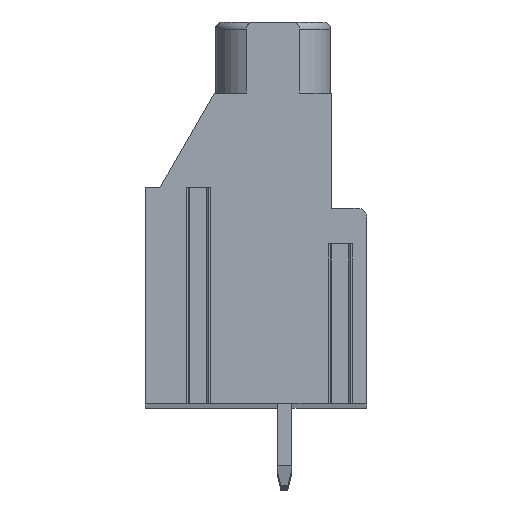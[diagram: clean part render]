
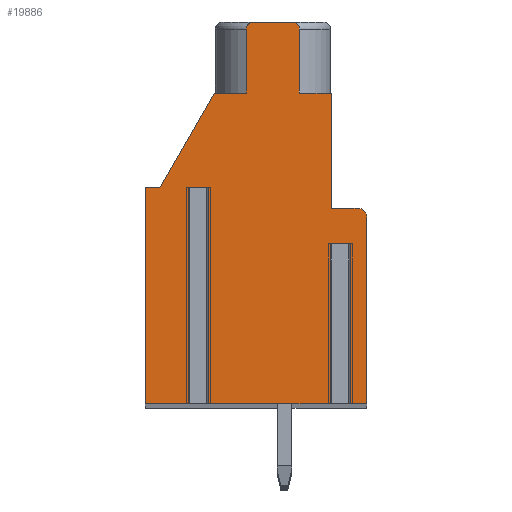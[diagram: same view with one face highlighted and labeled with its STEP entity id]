
A CAD part, top view. The second image highlights one B-rep face of the part: STEP entity #19886.
In plain terms, the highlighted planar face has unit normal (0, 0, 1).
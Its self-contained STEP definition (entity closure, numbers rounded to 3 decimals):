
#65=DIRECTION('',(-1.,0.,0.));
#66=VECTOR('',#65,1.146);
#67=CARTESIAN_POINT('',(-2.127,1.2,149.225));
#68=LINE('',#67,#66);
#69=DIRECTION('',(0.,-1.,0.));
#70=VECTOR('',#69,12.2);
#71=CARTESIAN_POINT('',(-3.273,1.2,149.225));
#72=LINE('',#71,#70);
#73=DIRECTION('',(1.,0.,0.));
#74=VECTOR('',#73,2.427);
#75=CARTESIAN_POINT('',(-5.7,-11.,149.225));
#76=LINE('',#75,#74);
#77=DIRECTION('',(0.,-1.,0.));
#78=VECTOR('',#77,12.2);
#79=CARTESIAN_POINT('',(-5.7,1.2,149.225));
#80=LINE('',#79,#78);
#81=DIRECTION('',(-1.,0.,0.));
#82=VECTOR('',#81,0.84);
#83=CARTESIAN_POINT('',(-4.86,1.2,149.225));
#84=LINE('',#83,#82);
#85=DIRECTION('',(-0.5,-0.866,0.));
#86=VECTOR('',#85,6.12);
#87=CARTESIAN_POINT('',(-1.8,6.5,149.225));
#88=LINE('',#87,#86);
#89=DIRECTION('',(-1.,0.,0.));
#90=VECTOR('',#89,1.8);
#91=CARTESIAN_POINT('',(0.,6.5,149.225));
#92=LINE('',#91,#90);
#93=DIRECTION('',(0.,-1.,0.));
#94=VECTOR('',#93,3.6);
#95=CARTESIAN_POINT('',(0.,10.1,149.225));
#96=LINE('',#95,#94);
#97=CARTESIAN_POINT('',(0.4,10.1,149.225));
#98=DIRECTION('',(0.,0.,1.));
#99=DIRECTION('',(0.,1.,0.));
#100=AXIS2_PLACEMENT_3D('',#97,#98,#99);
#102=DIRECTION('',(-1.,0.,0.));
#103=VECTOR('',#102,2.2);
#104=CARTESIAN_POINT('',(2.6,10.5,149.225));
#105=LINE('',#104,#103);
#106=CARTESIAN_POINT('',(2.6,10.1,149.225));
#107=DIRECTION('',(0.,0.,1.));
#108=DIRECTION('',(1.,0.,0.));
#109=AXIS2_PLACEMENT_3D('',#106,#107,#108);
#111=DIRECTION('',(0.,1.,0.));
#112=VECTOR('',#111,3.6);
#113=CARTESIAN_POINT('',(3.,6.5,149.225));
#114=LINE('',#113,#112);
#115=DIRECTION('',(-1.,0.,0.));
#116=VECTOR('',#115,1.8);
#117=CARTESIAN_POINT('',(4.8,6.5,149.225));
#118=LINE('',#117,#116);
#119=DIRECTION('',(0.,1.,0.));
#120=VECTOR('',#119,6.5);
#121=CARTESIAN_POINT('',(4.8,0.,149.225));
#122=LINE('',#121,#120);
#123=DIRECTION('',(-1.,0.,0.));
#124=VECTOR('',#123,1.5);
#125=CARTESIAN_POINT('',(6.3,0.,149.225));
#126=LINE('',#125,#124);
#127=CARTESIAN_POINT('',(6.3,-0.5,149.225));
#128=DIRECTION('',(0.,0.,1.));
#129=DIRECTION('',(1.,0.,0.));
#130=AXIS2_PLACEMENT_3D('',#127,#128,#129);
#132=DIRECTION('',(0.,1.,0.));
#133=VECTOR('',#132,10.5);
#134=CARTESIAN_POINT('',(6.8,-11.,149.225));
#135=LINE('',#134,#133);
#136=DIRECTION('',(1.,0.,0.));
#137=VECTOR('',#136,0.925);
#138=CARTESIAN_POINT('',(5.875,-11.,149.225));
#139=LINE('',#138,#137);
#140=DIRECTION('',(0.,-1.,0.));
#141=VECTOR('',#140,9.);
#142=CARTESIAN_POINT('',(5.875,-2.,149.225));
#143=LINE('',#142,#141);
#144=DIRECTION('',(-1.,0.,0.));
#145=VECTOR('',#144,1.146);
#146=CARTESIAN_POINT('',(5.875,-2.,149.225));
#147=LINE('',#146,#145);
#148=DIRECTION('',(0.,-1.,0.));
#149=VECTOR('',#148,9.);
#150=CARTESIAN_POINT('',(4.728,-2.,149.225));
#151=LINE('',#150,#149);
#152=DIRECTION('',(1.,0.,0.));
#153=VECTOR('',#152,6.855);
#154=CARTESIAN_POINT('',(-2.127,-11.,149.225));
#155=LINE('',#154,#153);
#156=DIRECTION('',(0.,-1.,0.));
#157=VECTOR('',#156,12.2);
#158=CARTESIAN_POINT('',(-2.127,1.2,149.225));
#159=LINE('',#158,#157);
#15491=CARTESIAN_POINT('',(6.8,-11.,149.225));
#15492=CARTESIAN_POINT('',(6.8,-0.5,149.225));
#15493=VERTEX_POINT('',#15491);
#15494=VERTEX_POINT('',#15492);
#15495=CARTESIAN_POINT('',(6.3,0.,149.225));
#15496=VERTEX_POINT('',#15495);
#15497=CARTESIAN_POINT('',(4.8,0.,149.225));
#15498=VERTEX_POINT('',#15497);
#15499=CARTESIAN_POINT('',(4.8,6.5,149.225));
#15500=VERTEX_POINT('',#15499);
#15501=CARTESIAN_POINT('',(3.,6.5,149.225));
#15502=VERTEX_POINT('',#15501);
#15503=CARTESIAN_POINT('',(3.,10.1,149.225));
#15504=VERTEX_POINT('',#15503);
#15505=CARTESIAN_POINT('',(2.6,10.5,149.225));
#15506=VERTEX_POINT('',#15505);
#15507=CARTESIAN_POINT('',(0.4,10.5,149.225));
#15508=VERTEX_POINT('',#15507);
#15509=CARTESIAN_POINT('',(0.,10.1,149.225));
#15510=VERTEX_POINT('',#15509);
#15511=CARTESIAN_POINT('',(0.,6.5,149.225));
#15512=VERTEX_POINT('',#15511);
#15513=CARTESIAN_POINT('',(-1.8,6.5,149.225));
#15514=VERTEX_POINT('',#15513);
#15515=CARTESIAN_POINT('',(-4.86,1.2,149.225));
#15516=VERTEX_POINT('',#15515);
#15517=CARTESIAN_POINT('',(-5.7,1.2,149.225));
#15518=VERTEX_POINT('',#15517);
#15519=CARTESIAN_POINT('',(-5.7,-11.,149.225));
#15520=VERTEX_POINT('',#15519);
#15677=CARTESIAN_POINT('',(5.875,-2.,149.225));
#15678=CARTESIAN_POINT('',(4.728,-2.,149.225));
#15679=VERTEX_POINT('',#15677);
#15680=VERTEX_POINT('',#15678);
#15681=CARTESIAN_POINT('',(5.875,-11.,149.225));
#15682=VERTEX_POINT('',#15681);
#15683=CARTESIAN_POINT('',(4.728,-11.,149.225));
#15684=VERTEX_POINT('',#15683);
#15709=CARTESIAN_POINT('',(-2.127,1.2,149.225));
#15710=CARTESIAN_POINT('',(-3.273,1.2,149.225));
#15711=VERTEX_POINT('',#15709);
#15712=VERTEX_POINT('',#15710);
#15713=CARTESIAN_POINT('',(-2.127,-11.,149.225));
#15714=VERTEX_POINT('',#15713);
#15715=CARTESIAN_POINT('',(-3.273,-11.,149.225));
#15716=VERTEX_POINT('',#15715);
#19833=CARTESIAN_POINT('',(0.,0.,149.225));
#19834=DIRECTION('',(0.,0.,1.));
#19835=DIRECTION('',(1.,0.,0.));
#19836=AXIS2_PLACEMENT_3D('',#19833,#19834,#19835);
#19837=PLANE('',#19836);
#19839=ORIENTED_EDGE('',*,*,#19838,.T.);
#19841=ORIENTED_EDGE('',*,*,#19840,.T.);
#19843=ORIENTED_EDGE('',*,*,#19842,.F.);
#19845=ORIENTED_EDGE('',*,*,#19844,.F.);
#19847=ORIENTED_EDGE('',*,*,#19846,.F.);
#19849=ORIENTED_EDGE('',*,*,#19848,.F.);
#19851=ORIENTED_EDGE('',*,*,#19850,.F.);
#19853=ORIENTED_EDGE('',*,*,#19852,.F.);
#19855=ORIENTED_EDGE('',*,*,#19854,.F.);
#19857=ORIENTED_EDGE('',*,*,#19856,.F.);
#19859=ORIENTED_EDGE('',*,*,#19858,.F.);
#19861=ORIENTED_EDGE('',*,*,#19860,.F.);
#19863=ORIENTED_EDGE('',*,*,#19862,.F.);
#19865=ORIENTED_EDGE('',*,*,#19864,.F.);
#19867=ORIENTED_EDGE('',*,*,#19866,.F.);
#19869=ORIENTED_EDGE('',*,*,#19868,.F.);
#19871=ORIENTED_EDGE('',*,*,#19870,.F.);
#19873=ORIENTED_EDGE('',*,*,#19872,.F.);
#19875=ORIENTED_EDGE('',*,*,#19874,.F.);
#19877=ORIENTED_EDGE('',*,*,#19876,.T.);
#19879=ORIENTED_EDGE('',*,*,#19878,.T.);
#19881=ORIENTED_EDGE('',*,*,#19880,.F.);
#19883=ORIENTED_EDGE('',*,*,#19882,.F.);
#19884=EDGE_LOOP('',(#19839,#19841,#19843,#19845,#19847,#19849,#19851,#19853,
#19855,#19857,#19859,#19861,#19863,#19865,#19867,#19869,#19871,#19873,#19875,
#19877,#19879,#19881,#19883));
#19885=FACE_OUTER_BOUND('',#19884,.F.);
#101=CIRCLE('',#100,0.4);
#110=CIRCLE('',#109,0.4);
#131=CIRCLE('',#130,0.5);
#19838=EDGE_CURVE('',#15711,#15712,#68,.T.);
#19840=EDGE_CURVE('',#15712,#15716,#72,.T.);
#19842=EDGE_CURVE('',#15520,#15716,#76,.T.);
#19844=EDGE_CURVE('',#15518,#15520,#80,.T.);
#19846=EDGE_CURVE('',#15516,#15518,#84,.T.);
#19848=EDGE_CURVE('',#15514,#15516,#88,.T.);
#19850=EDGE_CURVE('',#15512,#15514,#92,.T.);
#19852=EDGE_CURVE('',#15510,#15512,#96,.T.);
#19854=EDGE_CURVE('',#15508,#15510,#101,.T.);
#19856=EDGE_CURVE('',#15506,#15508,#105,.T.);
#19858=EDGE_CURVE('',#15504,#15506,#110,.T.);
#19860=EDGE_CURVE('',#15502,#15504,#114,.T.);
#19862=EDGE_CURVE('',#15500,#15502,#118,.T.);
#19864=EDGE_CURVE('',#15498,#15500,#122,.T.);
#19866=EDGE_CURVE('',#15496,#15498,#126,.T.);
#19868=EDGE_CURVE('',#15494,#15496,#131,.T.);
#19870=EDGE_CURVE('',#15493,#15494,#135,.T.);
#19872=EDGE_CURVE('',#15682,#15493,#139,.T.);
#19874=EDGE_CURVE('',#15679,#15682,#143,.T.);
#19876=EDGE_CURVE('',#15679,#15680,#147,.T.);
#19878=EDGE_CURVE('',#15680,#15684,#151,.T.);
#19880=EDGE_CURVE('',#15714,#15684,#155,.T.);
#19882=EDGE_CURVE('',#15711,#15714,#159,.T.);
#19886=ADVANCED_FACE('',(#19885),#19837,.T.);
